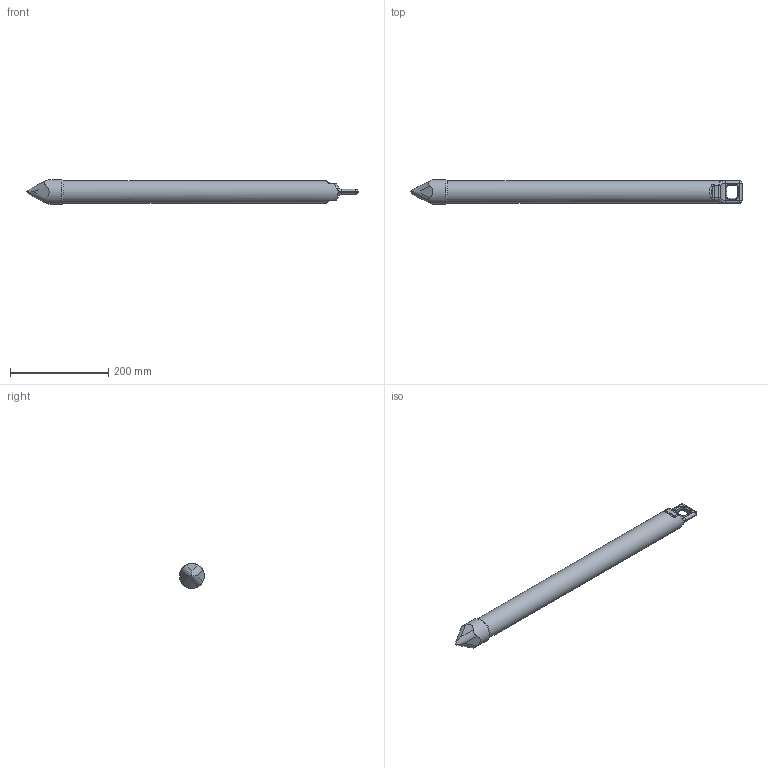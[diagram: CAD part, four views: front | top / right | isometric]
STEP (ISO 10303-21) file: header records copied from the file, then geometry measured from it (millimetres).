
FILE_DESCRIPTION(/* description */ ('STEP AP242','CAx-IF Rec.Pracs.---Representation and Presentation of Product Manufacturing Information (PMI)---4.0---2014-10-13','CAx-IF Rec.Pracs.---3D Tessellated Geometry---0.4---2014-09-14','2;1'),/* implementation_level */ '2;1');
FILE_NAME(/* name */ 'Part Studio 1 - Part 4',/* time_stamp */ '2025-09-07T23:08:04Z',/* author */ (''),/* organization */ (''),/* preprocessor_version */ 'ST-DEVELOPER v20',/* originating_system */ 'ONSHAPE BY PTC INC, 1.203',/* authorisation */ ' ');
FILE_SCHEMA (('AP242_MANAGED_MODEL_BASED_3D_ENGINEERING_MIM_LF { 1 0 10303 442 1 1 4 }'));
Length unit declared in the file: metre
Products named in the file (1): Part 4
Bounding box: 675.63 x 50.4 x 50.76 mm (x, y, z)
Volume: 1034541.8 mm3; surface area: 94868.1 mm2
Topology: 1 solids, 1 shells, 88 faces, 206 edges, 112 vertices
Faces by surface type: cylinder 36, plane 19, bspline 14, torus 11, sphere 8
Full cylindrical faces by diameter (mm): 46.009 x1
Entity records: 2658 total; most frequent: CARTESIAN_POINT 720, DIRECTION 424, ORIENTED_EDGE 388, EDGE_CURVE 194, AXIS2_PLACEMENT_3D 176, VERTEX_POINT 110, EDGE_LOOP 92, FACE_BOUND 92
